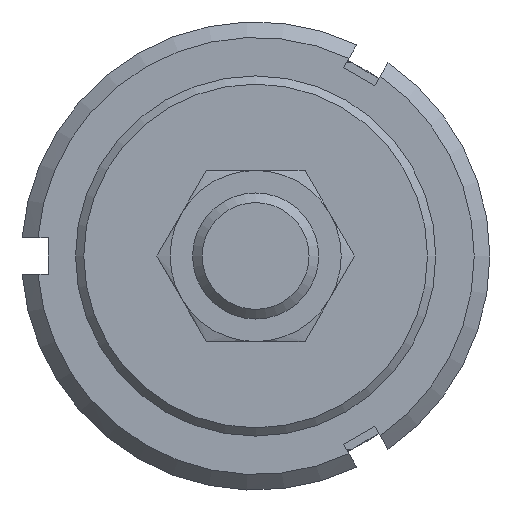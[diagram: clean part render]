
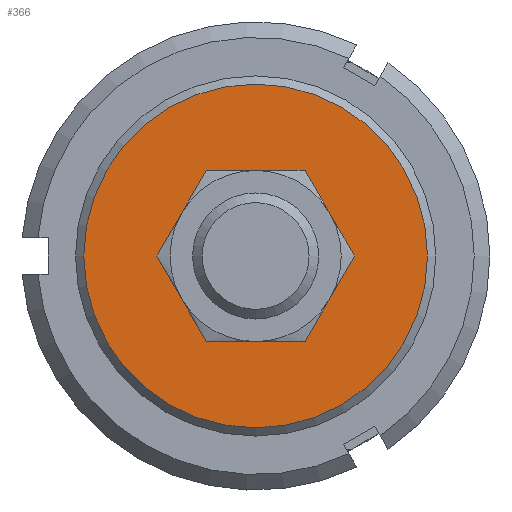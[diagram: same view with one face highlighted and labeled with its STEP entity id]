
A CAD part, left-side view. The second image highlights one B-rep face of the part: STEP entity #366.
In plain terms, the highlighted face is planar.
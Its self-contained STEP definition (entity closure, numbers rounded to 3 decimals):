
#366 = ADVANCED_FACE( '', ( #718, #719 ), #720, .F. );
#718 = FACE_BOUND( '', #1102, .T. );
#719 = FACE_OUTER_BOUND( '', #1103, .T. );
#720 = PLANE( '', #1104 );
#1102 = EDGE_LOOP( '', ( #1743 ) );
#1103 = EDGE_LOOP( '', ( #1744 ) );
#1104 = AXIS2_PLACEMENT_3D( '', #1745, #1746, #1747 );
#1743 = ORIENTED_EDGE( '', *, *, #2307, .F. );
#1744 = ORIENTED_EDGE( '', *, *, #2407, .T. );
#1745 = CARTESIAN_POINT( '', ( 43., 19.08, 0. ) );
#1746 = DIRECTION( '', ( -1., 0., 0. ) );
#1747 = DIRECTION( '', ( 0., 0., 1. ) );
#2307 = EDGE_CURVE( '', #2732, #2732, #2733, .T. );
#2407 = EDGE_CURVE( '', #2880, #2880, #2881, .T. );
#2732 = VERTEX_POINT( '', #3353 );
#2733 = CIRCLE( '', #3354, 7. );
#2880 = VERTEX_POINT( '', #3604 );
#2881 = CIRCLE( '', #3605, 19.08 );
#3353 = CARTESIAN_POINT( '', ( 43., 0., -7. ) );
#3354 = AXIS2_PLACEMENT_3D( '', #3959, #3960, #3961 );
#3604 = CARTESIAN_POINT( '', ( 43., 0., -19.08 ) );
#3605 = AXIS2_PLACEMENT_3D( '', #4066, #4067, #4068 );
#3959 = CARTESIAN_POINT( '', ( 43., 0., 0. ) );
#3960 = DIRECTION( '', ( 1., 0., 0. ) );
#3961 = DIRECTION( '', ( 0., 0., -1. ) );
#4066 = CARTESIAN_POINT( '', ( 43., 0., 0. ) );
#4067 = DIRECTION( '', ( 1., 0., 0. ) );
#4068 = DIRECTION( '', ( 0., 0., -1. ) );
